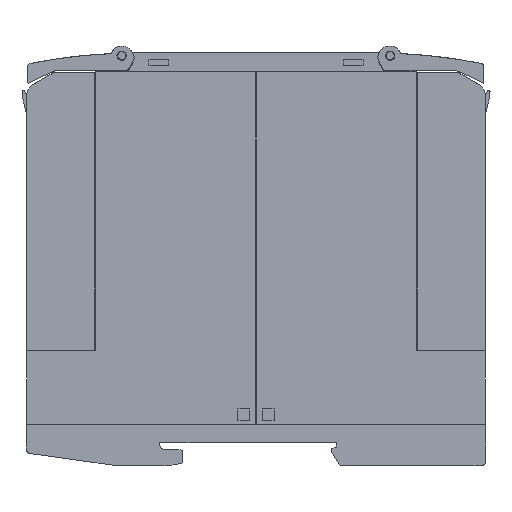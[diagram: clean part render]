
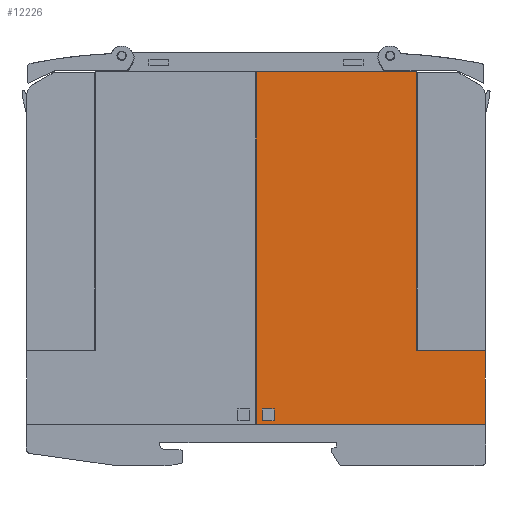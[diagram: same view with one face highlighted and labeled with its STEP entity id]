
A CAD part, left-side view. The second image highlights one B-rep face of the part: STEP entity #12226.
In plain terms, the highlighted planar face has unit normal (-1, 0, 0).
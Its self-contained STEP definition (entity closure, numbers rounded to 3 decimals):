
#12226=ADVANCED_FACE('',(#32108,#32109),#32110,.T.);
#17612=VERTEX_POINT('',#37565);
#17620=VERTEX_POINT('',#37573);
#17624=EDGE_CURVE('',#17612,#17620,#37577,.T.);
#17690=VERTEX_POINT('',#37643);
#17692=EDGE_CURVE('',#17620,#17690,#37645,.T.);
#26738=VERTEX_POINT('',#46691);
#26742=VERTEX_POINT('',#46695);
#26744=EDGE_CURVE('',#26742,#26738,#46697,.T.);
#26756=VERTEX_POINT('',#46709);
#26760=EDGE_CURVE('',#26738,#26756,#46713,.T.);
#26776=VERTEX_POINT('',#46729);
#26780=VERTEX_POINT('',#46733);
#26782=EDGE_CURVE('',#26776,#26780,#46735,.T.);
#26798=VERTEX_POINT('',#46751);
#26802=EDGE_CURVE('',#26756,#26798,#46755,.T.);
#26806=EDGE_CURVE('',#26798,#26742,#46759,.T.);
#26808=VERTEX_POINT('',#46761);
#26810=EDGE_CURVE('',#26808,#17612,#46763,.T.);
#26818=EDGE_CURVE('',#17690,#26780,#46771,.T.);
#26820=EDGE_CURVE('',#26776,#26808,#46773,.T.);
#32108=FACE_OUTER_BOUND('',#52051,.T.);
#32109=FACE_BOUND('',#52052,.T.);
#32110=PLANE('',#52053);
#37565=CARTESIAN_POINT('',(0.0,0.999,25.101));
#37573=CARTESIAN_POINT('',(0.0,16.099,25.101));
#37577=LINE('',#61018,#61019);
#37643=CARTESIAN_POINT('',(0.0,16.099,85.801));
#37645=LINE('',#61120,#61121);
#46691=CARTESIAN_POINT('',(0.0,46.999,12.401));
#46695=CARTESIAN_POINT('',(0.0,49.599,12.401));
#46697=LINE('',#75686,#75687);
#46709=CARTESIAN_POINT('',(0.0,46.999,9.801));
#46713=LINE('',#75714,#75715);
#46729=CARTESIAN_POINT('',(0.0,50.899,9.001));
#46733=CARTESIAN_POINT('',(0.0,50.899,85.801));
#46735=LINE('',#75746,#75747);
#46751=CARTESIAN_POINT('',(0.0,49.599,9.801));
#46755=LINE('',#75778,#75779);
#46759=LINE('',#75786,#75787);
#46761=CARTESIAN_POINT('',(0.0,0.999,9.001));
#46763=LINE('',#75792,#75793);
#46771=LINE('',#75806,#75807);
#46773=LINE('',#75810,#75811);
#52051=EDGE_LOOP('',(#91399,#91400,#91401,#91402,#91403,#91404));
#52052=EDGE_LOOP('',(#91405,#91406,#91407,#91408));
#52053=AXIS2_PLACEMENT_3D('',#91409,#91410,#91411);
#61018=CARTESIAN_POINT('',(0.0,4.749,25.101));
#61019=VECTOR('',#94061,1.0);
#61120=CARTESIAN_POINT('',(0.0,16.099,32.226));
#61121=VECTOR('',#94078,1.0);
#75686=CARTESIAN_POINT('',(0.0,24.649,12.401));
#75687=VECTOR('',#97639,1.0);
#75714=CARTESIAN_POINT('',(0.0,46.999,10.051));
#75715=VECTOR('',#97645,1.0);
#75746=CARTESIAN_POINT('',(0.0,50.899,9.001));
#75747=VECTOR('',#97650,1.0);
#75778=CARTESIAN_POINT('',(0.0,24.649,9.801));
#75779=VECTOR('',#97656,1.0);
#75786=CARTESIAN_POINT('',(0.0,49.599,10.051));
#75787=VECTOR('',#97658,1.0);
#75792=CARTESIAN_POINT('',(0.0,0.999,9.001));
#75793=VECTOR('',#97659,1.0);
#75806=CARTESIAN_POINT('',(0.0,50.899,85.801));
#75807=VECTOR('',#97662,1.0);
#75810=CARTESIAN_POINT('',(0.0,50.899,9.001));
#75811=VECTOR('',#97663,1.0);
#91399=ORIENTED_EDGE('',*,*,#17624,.T.);
#91400=ORIENTED_EDGE('',*,*,#17692,.T.);
#91401=ORIENTED_EDGE('',*,*,#26818,.T.);
#91402=ORIENTED_EDGE('',*,*,#26782,.F.);
#91403=ORIENTED_EDGE('',*,*,#26820,.T.);
#91404=ORIENTED_EDGE('',*,*,#26810,.T.);
#91405=ORIENTED_EDGE('',*,*,#26806,.T.);
#91406=ORIENTED_EDGE('',*,*,#26744,.T.);
#91407=ORIENTED_EDGE('',*,*,#26760,.T.);
#91408=ORIENTED_EDGE('',*,*,#26802,.T.);
#91409=CARTESIAN_POINT('',(0.0,0.999,9.001));
#91410=DIRECTION('',(-1.0,0.0,0.0));
#91411=DIRECTION('',(0.0,1.0,0.0));
#94061=DIRECTION('',(0.0,1.0,0.0));
#94078=DIRECTION('',(0.0,-0.0,1.0));
#97639=DIRECTION('',(0.0,-1.0,0.0));
#97645=DIRECTION('',(0.0,0.0,-1.0));
#97650=DIRECTION('',(0.0,0.0,1.0));
#97656=DIRECTION('',(0.0,1.0,0.0));
#97658=DIRECTION('',(0.0,-0.0,1.0));
#97659=DIRECTION('',(0.0,0.0,1.0));
#97662=DIRECTION('',(0.0,1.0,0.0));
#97663=DIRECTION('',(0.0,-1.0,0.0));
